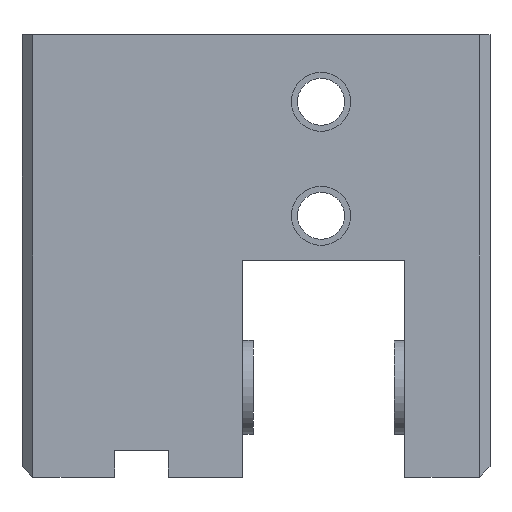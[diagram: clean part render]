
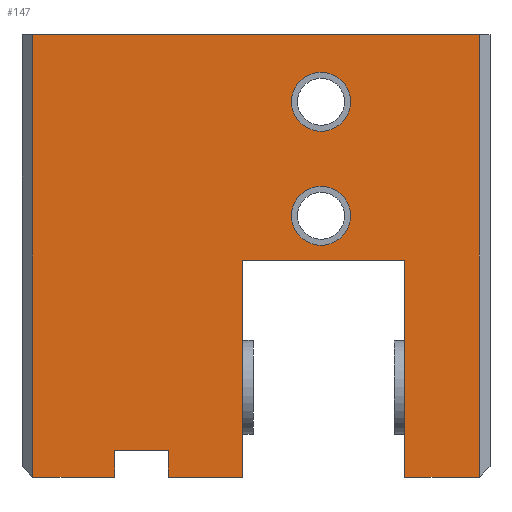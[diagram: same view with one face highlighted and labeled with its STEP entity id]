
A CAD part, left-side view. The second image highlights one B-rep face of the part: STEP entity #147.
In plain terms, the highlighted planar face has unit normal (-1, 0, 0).
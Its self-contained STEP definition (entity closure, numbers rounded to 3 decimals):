
#22 = VERTEX_POINT('',#23);
#23 = CARTESIAN_POINT('',(0.15,-16.55,0.));
#31 = EDGE_CURVE('',#32,#22,#34,.T.);
#32 = VERTEX_POINT('',#33);
#33 = CARTESIAN_POINT('',(0.15,-16.55,16.2));
#34 = LINE('',#35,#36);
#35 = CARTESIAN_POINT('',(0.15,-16.55,16.2));
#36 = VECTOR('',#37,1.);
#37 = DIRECTION('',(0.,0.,-1.));
#97 = VERTEX_POINT('',#98);
#98 = CARTESIAN_POINT('',(0.15,-11.,0.));
#106 = EDGE_CURVE('',#22,#97,#107,.T.);
#107 = LINE('',#108,#109);
#108 = CARTESIAN_POINT('',(0.15,-35.1,0.));
#109 = VECTOR('',#110,1.);
#110 = DIRECTION('',(0.,1.,0.));
#147 = ADVANCED_FACE('',(#148,#230,#241),#252,.T.);
#148 = FACE_BOUND('',#149,.T.);
#149 = EDGE_LOOP('',(#150,#160,#168,#176,#184,#192,#200,#208,#214,#215,
    #216,#224));
#150 = ORIENTED_EDGE('',*,*,#151,.F.);
#151 = EDGE_CURVE('',#152,#154,#156,.T.);
#152 = VERTEX_POINT('',#153);
#153 = CARTESIAN_POINT('',(0.15,-34.2,0.));
#154 = VERTEX_POINT('',#155);
#155 = CARTESIAN_POINT('',(0.15,-28.65,0.));
#156 = LINE('',#157,#158);
#157 = CARTESIAN_POINT('',(0.15,-35.1,0.));
#158 = VECTOR('',#159,1.);
#159 = DIRECTION('',(0.,1.,0.));
#160 = ORIENTED_EDGE('',*,*,#161,.T.);
#161 = EDGE_CURVE('',#152,#162,#164,.T.);
#162 = VERTEX_POINT('',#163);
#163 = CARTESIAN_POINT('',(0.15,-34.2,33.));
#164 = LINE('',#165,#166);
#165 = CARTESIAN_POINT('',(0.15,-34.2,0.));
#166 = VECTOR('',#167,1.);
#167 = DIRECTION('',(0.,0.,1.));
#168 = ORIENTED_EDGE('',*,*,#169,.T.);
#169 = EDGE_CURVE('',#162,#170,#172,.T.);
#170 = VERTEX_POINT('',#171);
#171 = CARTESIAN_POINT('',(0.15,-0.9,33.));
#172 = LINE('',#173,#174);
#173 = CARTESIAN_POINT('',(0.15,-35.1,33.));
#174 = VECTOR('',#175,1.);
#175 = DIRECTION('',(0.,1.,0.));
#176 = ORIENTED_EDGE('',*,*,#177,.F.);
#177 = EDGE_CURVE('',#178,#170,#180,.T.);
#178 = VERTEX_POINT('',#179);
#179 = CARTESIAN_POINT('',(0.15,-0.9,0.));
#180 = LINE('',#181,#182);
#181 = CARTESIAN_POINT('',(0.15,-0.9,0.));
#182 = VECTOR('',#183,1.);
#183 = DIRECTION('',(0.,0.,1.));
#184 = ORIENTED_EDGE('',*,*,#185,.F.);
#185 = EDGE_CURVE('',#186,#178,#188,.T.);
#186 = VERTEX_POINT('',#187);
#187 = CARTESIAN_POINT('',(0.15,-7.,0.));
#188 = LINE('',#189,#190);
#189 = CARTESIAN_POINT('',(0.15,-35.1,0.));
#190 = VECTOR('',#191,1.);
#191 = DIRECTION('',(0.,1.,0.));
#192 = ORIENTED_EDGE('',*,*,#193,.T.);
#193 = EDGE_CURVE('',#186,#194,#196,.T.);
#194 = VERTEX_POINT('',#195);
#195 = CARTESIAN_POINT('',(0.15,-7.,2.));
#196 = LINE('',#197,#198);
#197 = CARTESIAN_POINT('',(0.15,-7.,0.));
#198 = VECTOR('',#199,1.);
#199 = DIRECTION('',(0.,0.,1.));
#200 = ORIENTED_EDGE('',*,*,#201,.T.);
#201 = EDGE_CURVE('',#194,#202,#204,.T.);
#202 = VERTEX_POINT('',#203);
#203 = CARTESIAN_POINT('',(0.15,-11.,2.));
#204 = LINE('',#205,#206);
#205 = CARTESIAN_POINT('',(0.15,-7.,2.));
#206 = VECTOR('',#207,1.);
#207 = DIRECTION('',(0.,-1.,0.));
#208 = ORIENTED_EDGE('',*,*,#209,.F.);
#209 = EDGE_CURVE('',#97,#202,#210,.T.);
#210 = LINE('',#211,#212);
#211 = CARTESIAN_POINT('',(0.15,-11.,0.));
#212 = VECTOR('',#213,1.);
#213 = DIRECTION('',(0.,0.,1.));
#214 = ORIENTED_EDGE('',*,*,#106,.F.);
#215 = ORIENTED_EDGE('',*,*,#31,.F.);
#216 = ORIENTED_EDGE('',*,*,#217,.F.);
#217 = EDGE_CURVE('',#218,#32,#220,.T.);
#218 = VERTEX_POINT('',#219);
#219 = CARTESIAN_POINT('',(0.15,-28.65,16.2));
#220 = LINE('',#221,#222);
#221 = CARTESIAN_POINT('',(0.15,-28.65,16.2));
#222 = VECTOR('',#223,1.);
#223 = DIRECTION('',(0.,1.,0.));
#224 = ORIENTED_EDGE('',*,*,#225,.F.);
#225 = EDGE_CURVE('',#154,#218,#226,.T.);
#226 = LINE('',#227,#228);
#227 = CARTESIAN_POINT('',(0.15,-28.65,0.));
#228 = VECTOR('',#229,1.);
#229 = DIRECTION('',(0.,0.,1.));
#230 = FACE_BOUND('',#231,.T.);
#231 = EDGE_LOOP('',(#232));
#232 = ORIENTED_EDGE('',*,*,#233,.F.);
#233 = EDGE_CURVE('',#234,#234,#236,.T.);
#234 = VERTEX_POINT('',#235);
#235 = CARTESIAN_POINT('',(0.15,-24.6,28.));
#236 = CIRCLE('',#237,2.2);
#237 = AXIS2_PLACEMENT_3D('',#238,#239,#240);
#238 = CARTESIAN_POINT('',(0.15,-22.4,28.));
#239 = DIRECTION('',(-1.,0.,0.));
#240 = DIRECTION('',(0.,-1.,0.));
#241 = FACE_BOUND('',#242,.T.);
#242 = EDGE_LOOP('',(#243));
#243 = ORIENTED_EDGE('',*,*,#244,.F.);
#244 = EDGE_CURVE('',#245,#245,#247,.T.);
#245 = VERTEX_POINT('',#246);
#246 = CARTESIAN_POINT('',(0.15,-24.6,19.5));
#247 = CIRCLE('',#248,2.2);
#248 = AXIS2_PLACEMENT_3D('',#249,#250,#251);
#249 = CARTESIAN_POINT('',(0.15,-22.4,19.5));
#250 = DIRECTION('',(-1.,0.,0.));
#251 = DIRECTION('',(0.,-1.,0.));
#252 = PLANE('',#253);
#253 = AXIS2_PLACEMENT_3D('',#254,#255,#256);
#254 = CARTESIAN_POINT('',(0.15,-35.1,0.));
#255 = DIRECTION('',(-1.,0.,0.));
#256 = DIRECTION('',(0.,1.,0.));
